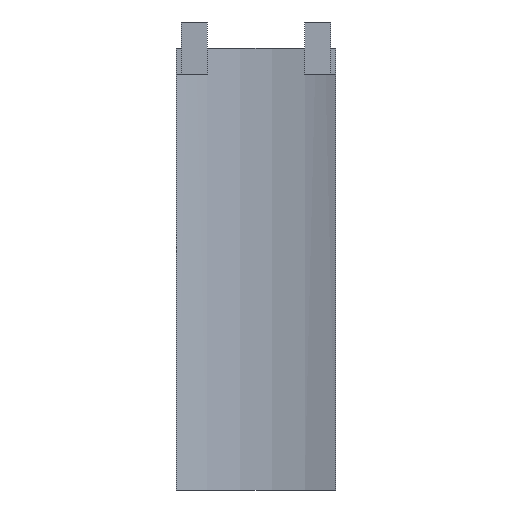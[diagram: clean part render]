
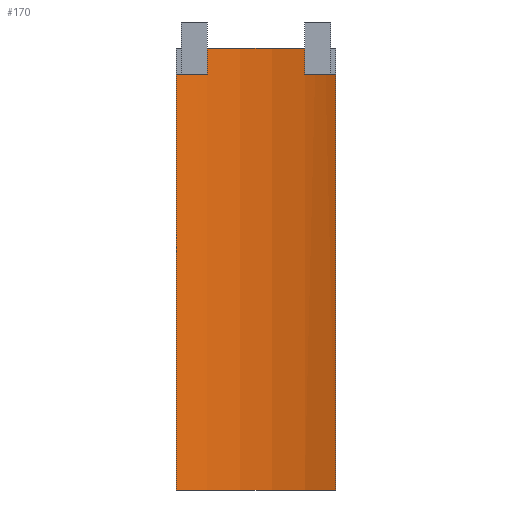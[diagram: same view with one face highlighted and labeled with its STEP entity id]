
A CAD part, left-side view. The second image highlights one B-rep face of the part: STEP entity #170.
In plain terms, the highlighted cylindrical face has radius 40 mm (diameter 80 mm), a partial arc.
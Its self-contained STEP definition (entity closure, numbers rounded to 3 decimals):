
#170=ADVANCED_FACE('',(#324),#326,.F.);
#324=FACE_BOUND('',#325,.T.);
#325=EDGE_LOOP('',(#443,#444,#445,#446,#447,#448,#449,#450));
#326=CYLINDRICAL_SURFACE('',#327,40.);
#327=AXIS2_PLACEMENT_3D('',#328,#329,#330);
#328=CARTESIAN_POINT('',(0.,0.,0.));
#329=DIRECTION('',(-0.,-0.,-1.));
#330=DIRECTION('',(0.924,0.383,-0.));
#443=ORIENTED_EDGE('',*,*,#490,.F.);
#444=ORIENTED_EDGE('',*,*,#510,.F.);
#445=ORIENTED_EDGE('',*,*,#485,.F.);
#446=ORIENTED_EDGE('',*,*,#518,.F.);
#447=ORIENTED_EDGE('',*,*,#519,.F.);
#448=ORIENTED_EDGE('',*,*,#520,.T.);
#449=ORIENTED_EDGE('',*,*,#521,.T.);
#450=ORIENTED_EDGE('',*,*,#514,.F.);
#485=EDGE_CURVE('',#545,#546,#547,.T.);
#490=EDGE_CURVE('',#554,#555,#556,.F.);
#510=EDGE_CURVE('',#546,#554,#588,.T.);
#514=EDGE_CURVE('',#555,#592,#594,.T.);
#518=EDGE_CURVE('',#598,#545,#600,.T.);
#519=EDGE_CURVE('',#601,#598,#602,.T.);
#520=EDGE_CURVE('',#601,#603,#604,.T.);
#521=EDGE_CURVE('',#603,#592,#605,.T.);
#545=VERTEX_POINT('',#647);
#546=VERTEX_POINT('',#648);
#547=LINE('',#649,#650);
#554=VERTEX_POINT('',#666);
#555=VERTEX_POINT('',#667);
#556=LINE('',#668,#669);
#588=CIRCLE('',#741,40.);
#592=VERTEX_POINT('',#752);
#594=CIRCLE('',#756,40.);
#598=VERTEX_POINT('',#767);
#600=CIRCLE('',#771,40.);
#601=VERTEX_POINT('',#775);
#602=LINE('',#776,#777);
#603=VERTEX_POINT('',#779);
#604=CIRCLE('',#780,40.);
#605=LINE('',#784,#785);
#647=CARTESIAN_POINT('',(38.897,9.33,80.));
#648=CARTESIAN_POINT('',(38.897,9.33,85.));
#649=CARTESIAN_POINT('',(38.897,9.33,80.));
#650=VECTOR('',#651,1.);
#651=DIRECTION('',(0.,0.,1.));
#666=CARTESIAN_POINT('',(38.897,-9.33,85.));
#667=CARTESIAN_POINT('',(38.897,-9.33,80.));
#668=CARTESIAN_POINT('',(38.897,-9.33,80.));
#669=VECTOR('',#670,1.);
#670=DIRECTION('',(0.,0.,1.));
#741=AXIS2_PLACEMENT_3D('',#742,#743,#744);
#742=CARTESIAN_POINT('',(0.,0.,85.));
#743=DIRECTION('',(-0.,0.,-1.));
#744=DIRECTION('',(0.972,0.233,0.));
#752=CARTESIAN_POINT('',(36.946,-15.33,80.));
#756=AXIS2_PLACEMENT_3D('',#757,#758,#759);
#757=CARTESIAN_POINT('',(0.,0.,80.));
#758=DIRECTION('',(0.,-0.,-1.));
#759=DIRECTION('',(0.972,-0.233,0.));
#767=CARTESIAN_POINT('',(36.946,15.33,80.));
#771=AXIS2_PLACEMENT_3D('',#772,#773,#774);
#772=CARTESIAN_POINT('',(0.,0.,80.));
#773=DIRECTION('',(0.,-0.,-1.));
#774=DIRECTION('',(0.924,0.383,0.));
#775=CARTESIAN_POINT('',(36.946,15.33,0.));
#776=CARTESIAN_POINT('',(36.946,15.33,0.));
#777=VECTOR('',#778,1.);
#778=DIRECTION('',(0.,0.,1.));
#779=CARTESIAN_POINT('',(36.946,-15.33,0.));
#780=AXIS2_PLACEMENT_3D('',#781,#782,#783);
#781=CARTESIAN_POINT('',(0.,0.,0.));
#782=DIRECTION('',(-0.,0.,-1.));
#783=DIRECTION('',(0.924,0.383,0.));
#784=CARTESIAN_POINT('',(36.946,-15.33,0.));
#785=VECTOR('',#786,1.);
#786=DIRECTION('',(0.,0.,1.));
